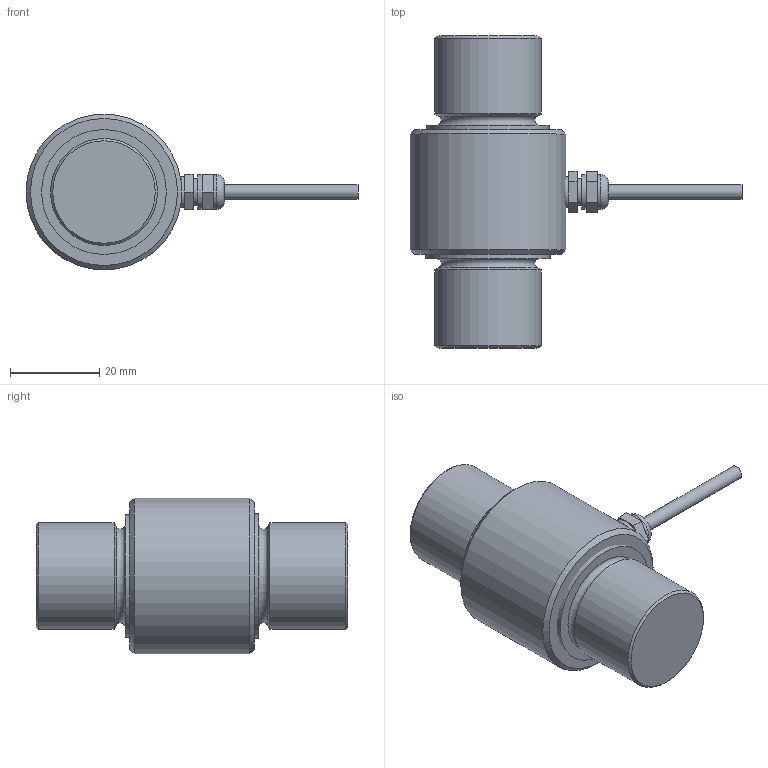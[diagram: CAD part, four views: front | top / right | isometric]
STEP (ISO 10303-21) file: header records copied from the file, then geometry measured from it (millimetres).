
FILE_DESCRIPTION( ( 'Unknown' ), '1' );
FILE_NAME( 'K-100_100kN.stp', 'Unknown', ( 'Unknown' ), ( 'Unknown' ), 'PSStep 17.0.49', 'Unknown', ' ' );
FILE_SCHEMA( ( 'AUTOMOTIVE_DESIGN { 1 0 10303 214 1 1 1 1 }' ) );
Length unit declared in the file: millimetre
Products named in the file (6): Assem1; 2036-001_DOC-00065585; 2036-002_DOC-00065586; kv m6x1_doc-00040935; kabeldurchmesser 3,2_doc-00040959
Assembly tree (5 placements, depth 2):
  Assem1
    2036-001_DOC-00065585
    2036-001_DOC-00065585
    2036-002_DOC-00065586
    kv m6x1_doc-00040935
    kabeldurchmesser 3,2_doc-00040959
Bounding box: 74.5 x 70 x 35 mm (x, y, z)
Volume: 51186.9 mm3; surface area: 12290.2 mm2
Topology: 5 solids, 5 shells, 53 faces, 98 edges, 63 vertices
Faces by surface type: plane 29, cylinder 13, cone 7, torus 4
Full cylindrical faces by diameter (mm): 3.2 x2, 4.917 x1, 6 x2, 7.8 x2, 24 x2, 27.5 x1, 28 x1, 35 x1
Entity records: 1808 total; most frequent: CARTESIAN_POINT 310, DIRECTION 220, ORIENTED_EDGE 142, AXIS2_PLACEMENT_3D 92, EDGE_LOOP 86, EDGE_CURVE 71, FACE_OUTER_BOUND 69, VERTEX_POINT 60
